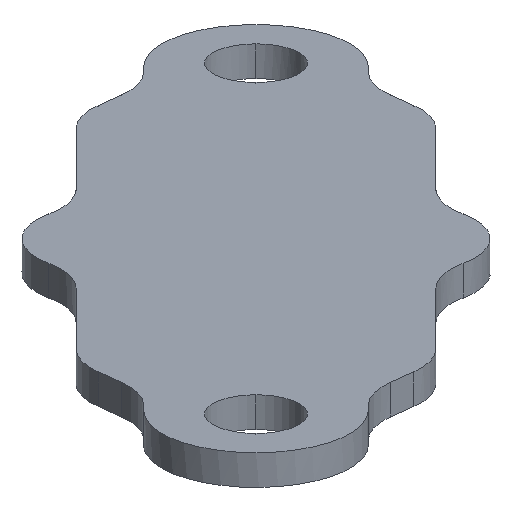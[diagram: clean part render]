
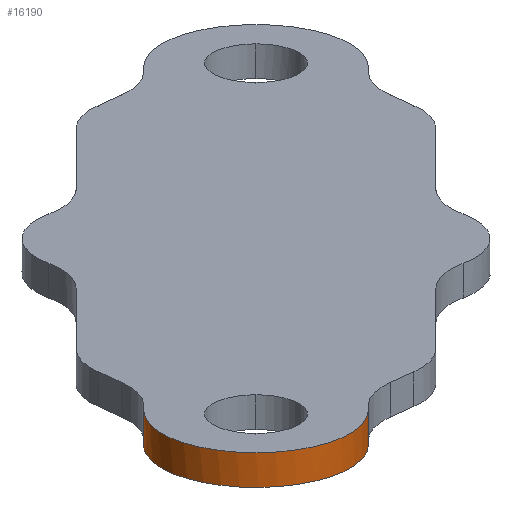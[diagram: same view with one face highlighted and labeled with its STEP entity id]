
A CAD part, left-side view. The second image highlights one B-rep face of the part: STEP entity #16190.
In plain terms, the highlighted cylindrical face has radius 12 mm (diameter 24 mm), a partial arc.
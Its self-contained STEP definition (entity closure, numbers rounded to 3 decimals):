
#15296=CARTESIAN_POINT('Vertex',(-357.724,-283.,-95.78)) ;
#15299=CARTESIAN_POINT('Axis2P3D Location',(-357.724,-295.,-95.78)) ;
#15303=CARTESIAN_POINT('Vertex',(-357.724,-307.,-95.78)) ;
#15556=CARTESIAN_POINT('Vertex',(-356.225,-307.,-99.488)) ;
#15560=CARTESIAN_POINT('Control Point',(-356.225,-307.,-99.488)) ;
#15561=CARTESIAN_POINT('Control Point',(-357.973,-307.,-100.194)) ;
#15562=CARTESIAN_POINT('Control Point',(-359.721,-306.63,-100.901)) ;
#15563=CARTESIAN_POINT('Control Point',(-361.378,-305.889,-101.57)) ;
#15564=CARTESIAN_POINT('Control Point',(-364.335,-303.747,-102.765)) ;
#15565=CARTESIAN_POINT('Control Point',(-366.322,-300.558,-103.568)) ;
#15566=CARTESIAN_POINT('Control Point',(-367.008,-298.77,-103.845)) ;
#15567=CARTESIAN_POINT('Control Point',(-367.695,-295.,-104.122)) ;
#15568=CARTESIAN_POINT('Control Point',(-367.008,-291.23,-103.845)) ;
#15569=CARTESIAN_POINT('Control Point',(-366.322,-289.442,-103.568)) ;
#15570=CARTESIAN_POINT('Control Point',(-364.335,-286.253,-102.765)) ;
#15571=CARTESIAN_POINT('Control Point',(-361.378,-284.111,-101.57)) ;
#15572=CARTESIAN_POINT('Control Point',(-359.721,-283.37,-100.901)) ;
#15573=CARTESIAN_POINT('Control Point',(-357.973,-283.,-100.194)) ;
#15574=CARTESIAN_POINT('Control Point',(-356.225,-283.,-99.488)) ;
#15575=CARTESIAN_POINT('Vertex',(-356.225,-283.,-99.488)) ;
#15951=CARTESIAN_POINT('Line Origine',(-356.974,-307.,-97.634)) ;
#16174=CARTESIAN_POINT('Axis2P3D Location',(-357.724,-295.,-95.78)) ;
#16179=CARTESIAN_POINT('Line Origine',(-356.974,-283.,-97.634)) ;
#15300=DIRECTION('Axis2P3D Direction',(0.375,0.,-0.927)) ;
#15952=DIRECTION('Vector Direction',(0.375,0.,-0.927)) ;
#16175=DIRECTION('Axis2P3D Direction',(0.375,0.,-0.927)) ;
#16176=DIRECTION('Axis2P3D XDirection',(0.,-1.,0.)) ;
#16180=DIRECTION('Vector Direction',(0.375,0.,-0.927)) ;
#15301=AXIS2_PLACEMENT_3D('Circle Axis2P3D',#15299,#15300,$) ;
#16177=AXIS2_PLACEMENT_3D('Cylinder Axis2P3D',#16174,#16175,#16176) ;
#16185=ORIENTED_EDGE('',*,*,#15305,.T.) ;
#16186=ORIENTED_EDGE('',*,*,#16183,.T.) ;
#16187=ORIENTED_EDGE('',*,*,#15577,.F.) ;
#16188=ORIENTED_EDGE('',*,*,#15955,.F.) ;
#15953=VECTOR('Line Direction',#15952,1.) ;
#16181=VECTOR('Line Direction',#16180,1.) ;
#16190=ADVANCED_FACE('8746031 ANSCHRAUBPLATTE STABI RWD G82 (4809391)',(#16189),#16178,.T.) ;
#15559=B_SPLINE_CURVE_WITH_KNOTS('',5,(#15560,#15561,#15562,#15563,#15564,#15565,#15566,#15567,#15568,#15569,#15570,#15571,#15572,#15573,#15574),.UNSPECIFIED.,.F.,.U.,(6,3,3,3,6),(18.85,28.274,37.699,47.124,56.549),.UNSPECIFIED.) ;
#15302=CIRCLE('generated circle',#15301,12.) ;
#16178=CYLINDRICAL_SURFACE('generated cylinder',#16177,12.) ;
#15305=EDGE_CURVE('',#15304,#15297,#15302,.T.) ;
#15577=EDGE_CURVE('',#15557,#15576,#15559,.T.) ;
#15955=EDGE_CURVE('',#15304,#15557,#15954,.T.) ;
#16183=EDGE_CURVE('',#15297,#15576,#16182,.T.) ;
#16184=EDGE_LOOP('',(#16185,#16186,#16187,#16188)) ;
#16189=FACE_OUTER_BOUND('',#16184,.T.) ;
#15954=LINE('Line',#15951,#15953) ;
#16182=LINE('Line',#16179,#16181) ;
#15297=VERTEX_POINT('',#15296) ;
#15304=VERTEX_POINT('',#15303) ;
#15557=VERTEX_POINT('',#15556) ;
#15576=VERTEX_POINT('',#15575) ;
